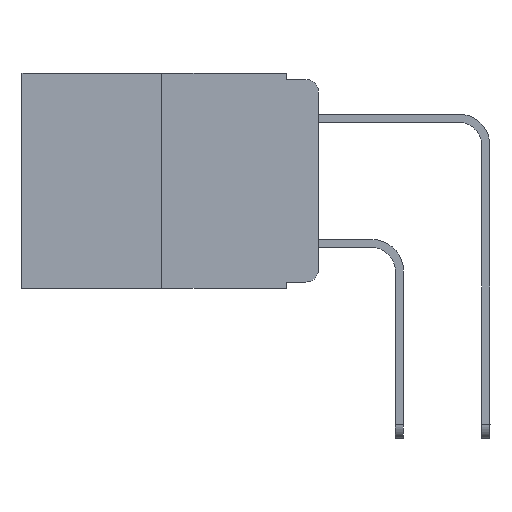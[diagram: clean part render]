
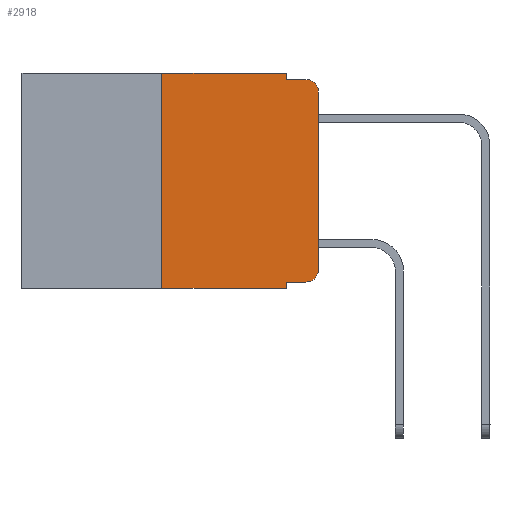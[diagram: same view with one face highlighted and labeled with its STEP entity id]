
A CAD part, left-side view. The second image highlights one B-rep face of the part: STEP entity #2918.
In plain terms, the highlighted planar face has unit normal (-1, 0, 0).
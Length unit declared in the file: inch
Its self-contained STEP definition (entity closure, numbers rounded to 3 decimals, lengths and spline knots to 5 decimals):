
#107 = AXIS2_PLACEMENT_3D ( 'NONE', #8360, #3161, #7334 ) ;
#154 = ORIENTED_EDGE ( 'NONE', *, *, #9879, .F. ) ;
#283 = CARTESIAN_POINT ( 'NONE',  ( 0., 0.02, -0.313 ) ) ;
#296 = EDGE_CURVE ( 'NONE', #3801, #4840, #5638, .T. ) ;
#333 = VECTOR ( 'NONE', #7951, 39.37008 ) ;
#349 = DIRECTION ( 'NONE',  ( 0., 0., -1. ) ) ;
#653 = CARTESIAN_POINT ( 'NONE',  ( 0., 0.051, -0.01 ) ) ;
#702 = CARTESIAN_POINT ( 'NONE',  ( 0., 0.25, 0. ) ) ;
#1348 = DIRECTION ( 'NONE',  ( 0., 0., -1. ) ) ;
#1690 = VERTEX_POINT ( 'NONE', #12885 ) ;
#1944 = VECTOR ( 'NONE', #8235, 39.37008 ) ;
#2088 = PLANE ( 'NONE',  #107 ) ;
#2643 = EDGE_CURVE ( 'NONE', #1690, #3558, #6994, .T. ) ;
#2918 = ADVANCED_FACE ( 'NONE', ( #7274 ), #2088, .F. ) ;
#3103 = VECTOR ( 'NONE', #12156, 39.37008 ) ;
#3161 = DIRECTION ( 'NONE',  ( 1., 0., 0. ) ) ;
#3473 = DIRECTION ( 'NONE',  ( 0., 0., -1. ) ) ;
#3558 = VERTEX_POINT ( 'NONE', #9211 ) ;
#3583 = LINE ( 'NONE', #8781, #5146 ) ;
#3762 = DIRECTION ( 'NONE',  ( 0., 0., 1. ) ) ;
#3801 = VERTEX_POINT ( 'NONE', #4749 ) ;
#4210 = DIRECTION ( 'NONE',  ( 0., -1., 0. ) ) ;
#4360 = AXIS2_PLACEMENT_3D ( 'NONE', #283, #8665, #3473 ) ;
#4646 = DIRECTION ( 'NONE',  ( -1., 0., 0. ) ) ;
#4749 = CARTESIAN_POINT ( 'NONE',  ( 0., 0.051, -0.01 ) ) ;
#4809 = CARTESIAN_POINT ( 'NONE',  ( 0., 0.051, -0.333 ) ) ;
#4840 = VERTEX_POINT ( 'NONE', #9280 ) ;
#5082 = CARTESIAN_POINT ( 'NONE',  ( 0., 0.051, 0. ) ) ;
#5101 = LINE ( 'NONE', #10236, #7067 ) ;
#5146 = VECTOR ( 'NONE', #7754, 39.37008 ) ;
#5249 = VERTEX_POINT ( 'NONE', #7003 ) ;
#5295 = EDGE_LOOP ( 'NONE', ( #10304, #12630, #6349, #7958, #154, #10730, #8931, #12125, #11836, #12099 ) ) ;
#5580 = EDGE_CURVE ( 'NONE', #12007, #8399, #3583, .T. ) ;
#5638 = LINE ( 'NONE', #653, #333 ) ;
#5733 = EDGE_CURVE ( 'NONE', #9393, #3558, #5101, .T. ) ;
#5875 = CIRCLE ( 'NONE', #4360, 0.02 ) ;
#6349 = ORIENTED_EDGE ( 'NONE', *, *, #296, .F. ) ;
#6559 = EDGE_CURVE ( 'NONE', #9393, #5249, #9015, .T. ) ;
#6994 = LINE ( 'NONE', #13400, #3103 ) ;
#7003 = CARTESIAN_POINT ( 'NONE',  ( 0., 0.25, 0. ) ) ;
#7063 = LINE ( 'NONE', #4809, #10942 ) ;
#7067 = VECTOR ( 'NONE', #4210, 39.37008 ) ;
#7190 = AXIS2_PLACEMENT_3D ( 'NONE', #11782, #4646, #349 ) ;
#7274 = FACE_OUTER_BOUND ( 'NONE', #5295, .T. ) ;
#7334 = DIRECTION ( 'NONE',  ( 0., 0., -1. ) ) ;
#7754 = DIRECTION ( 'NONE',  ( 0., 0., 1. ) ) ;
#7951 = DIRECTION ( 'NONE',  ( 0., -1., 0. ) ) ;
#7958 = ORIENTED_EDGE ( 'NONE', *, *, #11254, .F. ) ;
#8042 = CARTESIAN_POINT ( 'NONE',  ( 0., 0., -0.03 ) ) ;
#8235 = DIRECTION ( 'NONE',  ( 0., -1., 0. ) ) ;
#8360 = CARTESIAN_POINT ( 'NONE',  ( 0., 0.473, 0. ) ) ;
#8399 = VERTEX_POINT ( 'NONE', #8042 ) ;
#8665 = DIRECTION ( 'NONE',  ( -1., 0., 0. ) ) ;
#8706 = CIRCLE ( 'NONE', #7190, 0.02 ) ;
#8781 = CARTESIAN_POINT ( 'NONE',  ( 0., 0., 0. ) ) ;
#8931 = ORIENTED_EDGE ( 'NONE', *, *, #5733, .T. ) ;
#9015 = LINE ( 'NONE', #702, #10438 ) ;
#9114 = DIRECTION ( 'NONE',  ( 0., -1., 0. ) ) ;
#9211 = CARTESIAN_POINT ( 'NONE',  ( 0., 0.051, -0.343 ) ) ;
#9280 = CARTESIAN_POINT ( 'NONE',  ( 0., 0.02, -0.01 ) ) ;
#9393 = VERTEX_POINT ( 'NONE', #11581 ) ;
#9879 = EDGE_CURVE ( 'NONE', #5249, #11962, #12235, .T. ) ;
#10120 = CARTESIAN_POINT ( 'NONE',  ( 0., 0.02, -0.333 ) ) ;
#10236 = CARTESIAN_POINT ( 'NONE',  ( 0., 0.473, -0.343 ) ) ;
#10304 = ORIENTED_EDGE ( 'NONE', *, *, #5580, .T. ) ;
#10438 = VECTOR ( 'NONE', #3762, 39.37008 ) ;
#10716 = CARTESIAN_POINT ( 'NONE',  ( 0., 0.051, 0. ) ) ;
#10730 = ORIENTED_EDGE ( 'NONE', *, *, #6559, .F. ) ;
#10846 = EDGE_CURVE ( 'NONE', #8399, #4840, #8706, .T. ) ;
#10880 = EDGE_CURVE ( 'NONE', #12782, #12007, #5875, .T. ) ;
#10942 = VECTOR ( 'NONE', #9114, 39.37008 ) ;
#11254 = EDGE_CURVE ( 'NONE', #11962, #3801, #11748, .T. ) ;
#11480 = EDGE_CURVE ( 'NONE', #1690, #12782, #7063, .T. ) ;
#11581 = CARTESIAN_POINT ( 'NONE',  ( 0., 0.25, -0.343 ) ) ;
#11748 = LINE ( 'NONE', #10716, #12920 ) ;
#11782 = CARTESIAN_POINT ( 'NONE',  ( 0., 0.02, -0.03 ) ) ;
#11836 = ORIENTED_EDGE ( 'NONE', *, *, #11480, .T. ) ;
#11962 = VERTEX_POINT ( 'NONE', #5082 ) ;
#12007 = VERTEX_POINT ( 'NONE', #13319 ) ;
#12099 = ORIENTED_EDGE ( 'NONE', *, *, #10880, .T. ) ;
#12125 = ORIENTED_EDGE ( 'NONE', *, *, #2643, .F. ) ;
#12156 = DIRECTION ( 'NONE',  ( 0., 0., -1. ) ) ;
#12235 = LINE ( 'NONE', #13470, #1944 ) ;
#12630 = ORIENTED_EDGE ( 'NONE', *, *, #10846, .T. ) ;
#12782 = VERTEX_POINT ( 'NONE', #10120 ) ;
#12885 = CARTESIAN_POINT ( 'NONE',  ( 0., 0.051, -0.333 ) ) ;
#12920 = VECTOR ( 'NONE', #1348, 39.37008 ) ;
#13319 = CARTESIAN_POINT ( 'NONE',  ( 0., 0., -0.313 ) ) ;
#13400 = CARTESIAN_POINT ( 'NONE',  ( 0., 0.051, 0. ) ) ;
#13470 = CARTESIAN_POINT ( 'NONE',  ( 0., 0.473, 0. ) ) ;
